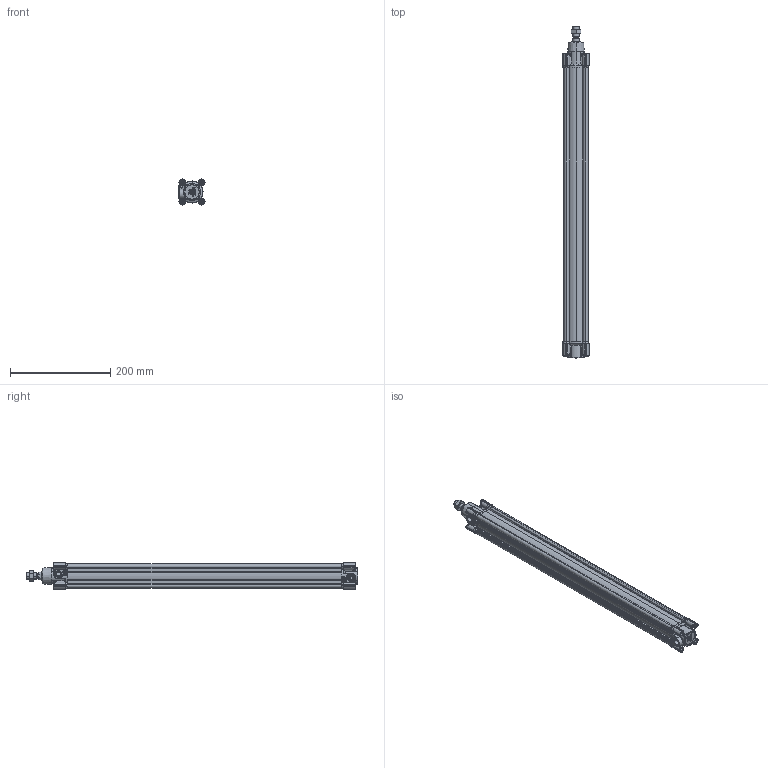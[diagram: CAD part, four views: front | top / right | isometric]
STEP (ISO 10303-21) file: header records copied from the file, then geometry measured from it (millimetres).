
FILE_DESCRIPTION (( 'STEP AP203' ), '1' );
FILE_NAME ('SADE0MA0400500.step', '2022-02-28T15:00:00', ( '' ), ( '' ), 'SwSTEP 2.0', 'SolidWorks 2021', '' );
FILE_SCHEMA (( 'CONFIG_CONTROL_DESIGN' ));
Length unit declared in the file: millimetre
Products named in the file (1): SADE0MA0400500
Bounding box: 52 x 663.5 x 52 mm (x, y, z)
Volume: 521789.6 mm3; surface area: 384785.1 mm2
Topology: 35 solids, 35 shells, 2517 faces, 6409 edges, 4017 vertices
Faces by surface type: cylinder 853, plane 675, cone 459, bspline 429, torus 100, sphere 1
Entity records: 100128 total; most frequent: CARTESIAN_POINT 42497, ORIENTED_EDGE 12756, DIRECTION 11217, EDGE_CURVE 6378, AXIS2_PLACEMENT_3D 4456, VERTEX_POINT 4017, EDGE_LOOP 2679, ADVANCED_FACE 2517
